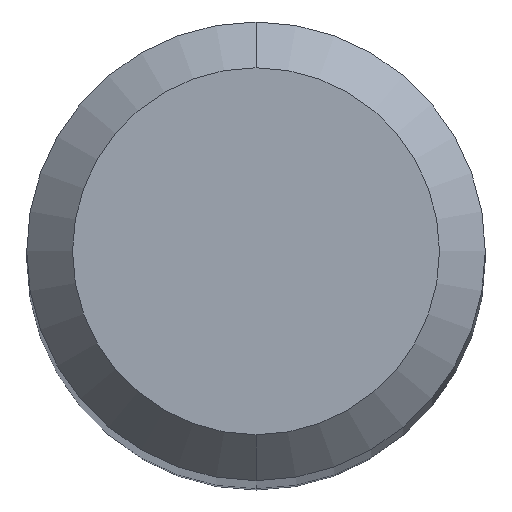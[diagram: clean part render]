
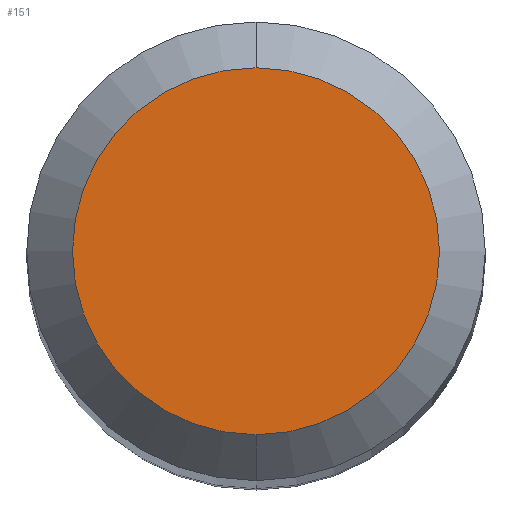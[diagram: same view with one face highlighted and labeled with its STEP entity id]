
A CAD part, top view. The second image highlights one B-rep face of the part: STEP entity #151.
In plain terms, the highlighted planar face has unit normal (0, 0, 1).
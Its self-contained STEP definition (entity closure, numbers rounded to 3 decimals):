
#103=VERTEX_POINT('',#239);
#121=EDGE_CURVE('',#153,#103,#260,.T.);
#151=ADVANCED_FACE('',(#294),#295,.T.);
#153=VERTEX_POINT('',#297);
#183=EDGE_CURVE('',#103,#153,#329,.T.);
#239=CARTESIAN_POINT('',(0.,-1.2,0.0));
#260=CIRCLE('',#416,1.2);
#294=FACE_OUTER_BOUND('',#456,.T.);
#295=PLANE('',#457);
#297=CARTESIAN_POINT('',(0.0,1.2,0.0));
#329=CIRCLE('',#502,1.2);
#416=AXIS2_PLACEMENT_3D('',#573,#574,#575);
#456=EDGE_LOOP('',(#623,#624));
#457=AXIS2_PLACEMENT_3D('',#625,#626,#627);
#502=AXIS2_PLACEMENT_3D('',#659,#660,#661);
#573=CARTESIAN_POINT('',(0.0,0.0,0.0));
#574=DIRECTION('',(0.0,0.0,-1.0));
#575=DIRECTION('',(0.0,1.0,0.0));
#623=ORIENTED_EDGE('',*,*,#121,.F.);
#624=ORIENTED_EDGE('',*,*,#183,.F.);
#625=CARTESIAN_POINT('',(0.0,0.6,0.0));
#626=DIRECTION('',(-0.0,0.0,1.0));
#627=DIRECTION('',(0.0,-1.0,0.0));
#659=CARTESIAN_POINT('',(0.0,0.0,0.0));
#660=DIRECTION('',(0.0,0.0,-1.0));
#661=DIRECTION('',(0.0,1.0,0.0));
